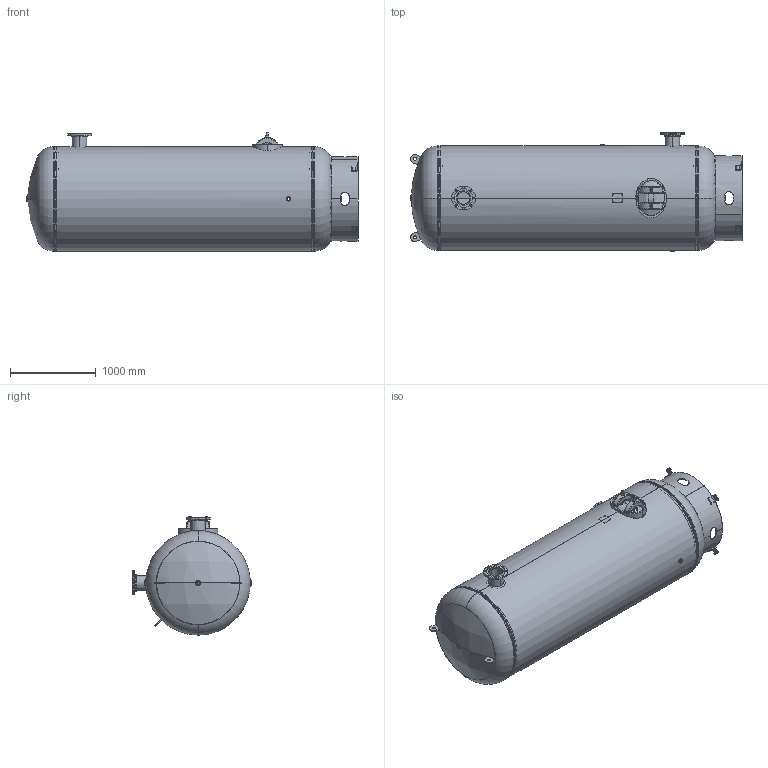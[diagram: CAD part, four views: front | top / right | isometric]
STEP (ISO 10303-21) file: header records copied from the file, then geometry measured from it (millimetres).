
FILE_DESCRIPTION (( 'STEP AP214' ), '1' );
FILE_NAME ('302443.STEP', '2025-04-21T16:33:06', ( '' ), ( '' ), 'SwSTEP 2.0', 'SolidWorks 2022', '' );
FILE_SCHEMA (( 'AUTOMOTIVE_DESIGN' ));
Length unit declared in the file: millimetre
Products named in the file (1): 302443
Bounding box: 3876.7 x 1384.3 x 1381.03 mm (x, y, z)
Volume: 110715848.1 mm3; surface area: 33638135.9 mm2
Topology: 34 solids, 34 shells, 602 faces, 1474 edges, 950 vertices
Faces by surface type: cylinder 222, plane 216, torus 100, bspline 56, sphere 8
Entity records: 40896 total; most frequent: CARTESIAN_POINT 19582, DIRECTION 2968, ORIENTED_EDGE 2948, EDGE_CURVE 1474, AXIS2_PLACEMENT_3D 1179, VERTEX_POINT 950, EDGE_LOOP 724, UNCERTAINTY_MEASURE_WITH_UNIT 638
